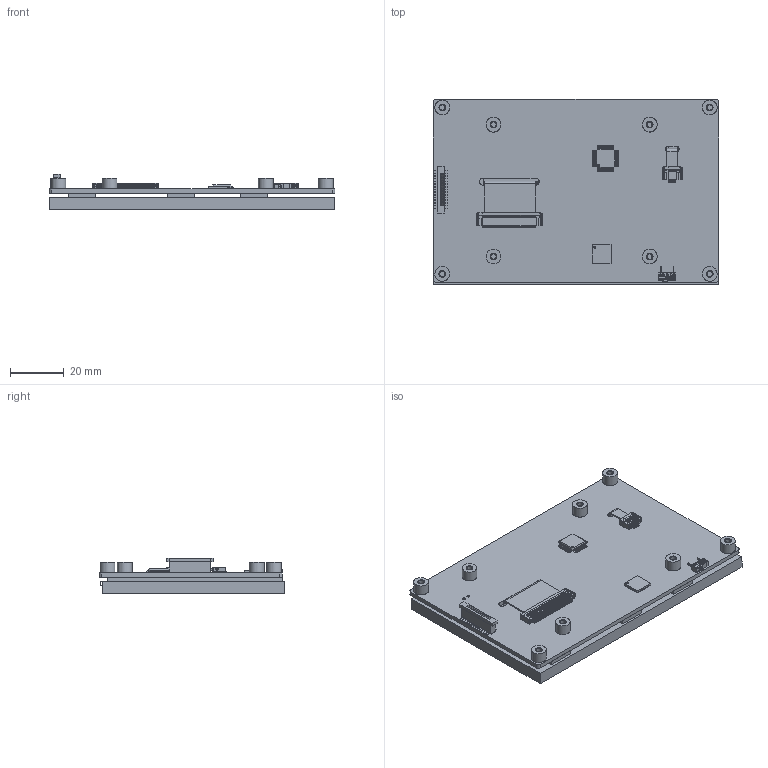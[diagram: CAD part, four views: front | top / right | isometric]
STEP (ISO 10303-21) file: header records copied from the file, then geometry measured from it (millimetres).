
FILE_DESCRIPTION(/* description */ (''),/* implementation_level */ '2;1');
FILE_NAME(/* name */ 'screen.step',/* time_stamp */ '2024-09-27T16:08:37+02:00',/* author */ (''),/* organization */ (''),/* preprocessor_version */ 'ST-DEVELOPER v20',/* originating_system */ 'Autodesk Translation Framework v13.20.0.188',/* authorisation */ '');
FILE_SCHEMA (('AUTOMOTIVE_DESIGN { 1 0 10303 214 3 1 1 }'));
Products named in the file (328): 4.3in ER-TFTV043A3-1; PCB°å; PCB°å (1); PCB°å (2); 12X4_IC; Cherry DB3; ÌùÆ¬IC_ÎÞ½Å; ÌùÆ¬IC_ÎÞ½Å (1); ÌùÆ¬IC_ÎÞ½Å (2); ÌùÆ¬IC_ÎÞ½Å (3); ÌùÆ¬IC_ÎÞ½Å (4); ÌùÆ¬IC_ÎÞ½Å (5); ÌùÆ¬IC_ÎÞ½Å (6); ÌùÆ¬IC_ÎÞ½Å (7); ÌùÆ¬IC_ÎÞ½Å (8); ÌùÆ¬IC_ÎÞ½Å (9); ÌùÆ¬IC_ÎÞ½Å (10); ÌùÆ¬IC_ÎÞ½Å (11); ÌùÆ¬IC_ÎÞ½Å (12); ÌùÆ¬IC_ÎÞ½Å (13); ÌùÆ¬IC_ÎÞ½Å (14); ÌùÆ¬IC_ÎÞ½Å (15); ÌùÆ¬IC_ÎÞ½Å (16); ÌùÆ¬IC_ÎÞ½Å (17); ÌùÆ¬IC_ÎÞ½Å (18); ÌùÆ¬IC_ÎÞ½Å (19); ÌùÆ¬IC_ÎÞ½Å (20); ÌùÆ¬IC_ÎÞ½Å (21); ÌùÆ¬IC_ÎÞ½Å (22); ÌùÆ¬IC_ÎÞ½Å (23); ÌùÆ¬IC_ÎÞ½Å (24); ÌùÆ¬IC_ÎÞ½Å (25); ÌùÆ¬IC_ÎÞ½Å (26); ÌùÆ¬IC_ÎÞ½Å (27); ÌùÆ¬IC_ÎÞ½Å (28); ÌùÆ¬IC_ÎÞ½Å (29); ÌùÆ¬IC_ÎÞ½Å (30); ÌùÆ¬IC_ÎÞ½Å (31); ÌùÆ¬IC_ÎÞ½Å (32); ÌùÆ¬IC_ÎÞ½Å (33) ...
Assembly tree (336 placements, depth 2):
  4.3in ER-TFTV043A3-1
    PCB°å
    PCB°å (1)
    PCB°å (2)
    12X4_IC
    Cherry DB3
    ÌùÆ¬IC_ÎÞ½Å
    ÌùÆ¬IC_ÎÞ½Å (1)
    ÌùÆ¬IC_ÎÞ½Å (2)
    ÌùÆ¬IC_ÎÞ½Å (3)
    ÌùÆ¬IC_ÎÞ½Å (4)
    ÌùÆ¬IC_ÎÞ½Å (5)
    ÌùÆ¬IC_ÎÞ½Å (6)
    ÌùÆ¬IC_ÎÞ½Å (7)
    ÌùÆ¬IC_ÎÞ½Å (8)
    ÌùÆ¬IC_ÎÞ½Å (9)
    ÌùÆ¬IC_ÎÞ½Å (10)
    ÌùÆ¬IC_ÎÞ½Å (11)
    ÌùÆ¬IC_ÎÞ½Å (12)
    ÌùÆ¬IC_ÎÞ½Å (13)
    ÌùÆ¬IC_ÎÞ½Å (14)
    ÌùÆ¬IC_ÎÞ½Å (15)
    ÌùÆ¬IC_ÎÞ½Å (16)
    ÌùÆ¬IC_ÎÞ½Å (17)
    ÌùÆ¬IC_ÎÞ½Å (18)
    ÌùÆ¬IC_ÎÞ½Å (19)
    ÌùÆ¬IC_ÎÞ½Å (20)
    ÌùÆ¬IC_ÎÞ½Å (21)
    ÌùÆ¬IC_ÎÞ½Å (22)
    ÌùÆ¬IC_ÎÞ½Å (23)
    ÌùÆ¬IC_ÎÞ½Å (24)
    ÌùÆ¬IC_ÎÞ½Å (25)
    ÌùÆ¬IC_ÎÞ½Å (26)
    ÌùÆ¬IC_ÎÞ½Å (27)
    ÌùÆ¬IC_ÎÞ½Å (28)
    ÌùÆ¬IC_ÎÞ½Å (29)
    ÌùÆ¬IC_ÎÞ½Å (30)
    ÌùÆ¬IC_ÎÞ½Å (31)
    ÌùÆ¬IC_ÎÞ½Å (32)
    ÌùÆ¬IC_ÎÞ½Å (33)
    ÌùÆ¬IC_ÎÞ½Å (34)
    ÌùÆ¬IC_ÎÞ½Å (35)
    ÌùÆ¬IC_ÎÞ½Å (36)
    ÌùÆ¬IC_ÎÞ½Å (37)
    ÌùÆ¬IC_ÎÞ½Å (38)
    ÌùÆ¬IC_ÎÞ½Å (39)
    ÌùÆ¬IC_ÎÞ½Å (40)
    ÌùÆ¬IC_ÎÞ½Å (41)
    ÌùÆ¬IC_ÎÞ½Å (42)
    ÌùÆ¬IC_ÎÞ½Å (43)
    ÌùÆ¬IC_ÎÞ½Å (44)
    ÌùÆ¬IC_ÎÞ½Å (45)
    ÌùÆ¬IC_ÎÞ½Å (46)
    ÌùÆ¬IC_ÎÞ½Å (47)
    ÌùÆ¬IC_ÎÞ½Å (48)
    ÌùÆ¬IC_ÎÞ½Å (49)
    ÌùÆ¬IC_ÎÞ½Å (50)
    ÌùÆ¬IC_ÎÞ½Å (51)
    ÌùÆ¬IC_ÎÞ½Å (52)
    ÌùÆ¬IC_ÎÞ½Å (53)
Bounding box: 106.04 x 68.94 x 13.33 mm (x, y, z)
Volume: 49367.9 mm3; surface area: 43304.8 mm2
Topology: 54 solids, 305 shells, 4277 faces, 13245 edges, 8969 vertices
Faces by surface type: plane 3502, cylinder 610, bspline 164, torus 1
Full cylindrical faces by diameter (mm): 0.384 x2, 0.48 x4, 0.7 x4, 0.704 x4, 0.8 x5, 1 x2, 2 x8, 2.5 x16, 5.5 x8
Entity records: 163858 total; most frequent: CARTESIAN_POINT 32563, ORIENTED_EDGE 25116, DIRECTION 23367, EDGE_CURVE 13156, LINE 11505, VECTOR 11505, VERTEX_POINT 8911, AXIS2_PLACEMENT_3D 5931
